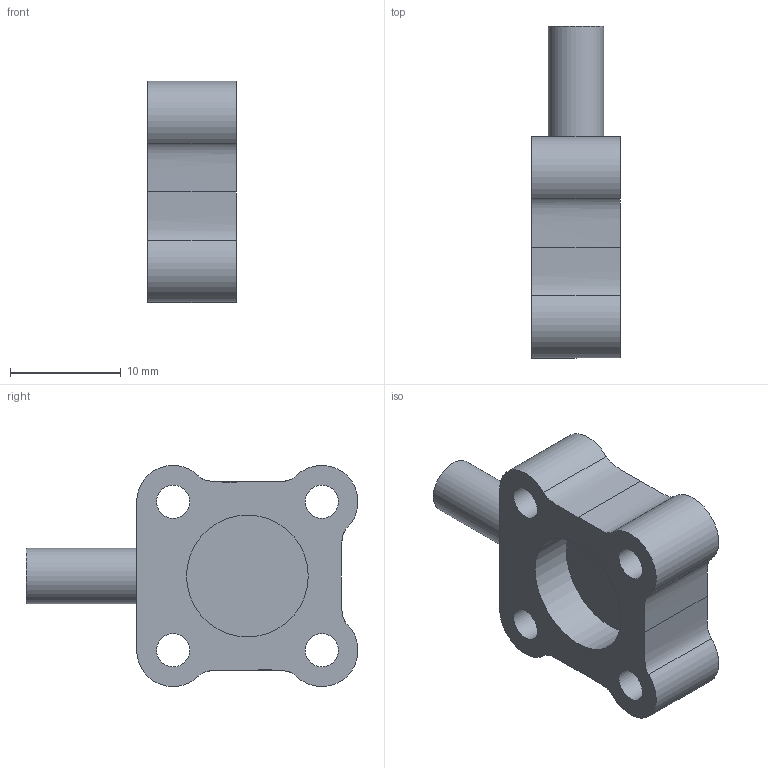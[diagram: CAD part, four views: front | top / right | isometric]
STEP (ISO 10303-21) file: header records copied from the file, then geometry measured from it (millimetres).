
FILE_DESCRIPTION(/* description */ (''),/* implementation_level */ '2;1');
FILE_NAME(/* name */ 'CounterbalanceBLDCtoCFMountingBracket_6061Aluminum.step',/* time_stamp */ '2025-07-30T06:52:44-04:00',/* author */ (''),/* organization */ (''),/* preprocessor_version */ 'ST-DEVELOPER v20.1',/* originating_system */ 'Autodesk Translation Framework v14.10.0.0',/* authorisation */ '');
FILE_SCHEMA (('AUTOMOTIVE_DESIGN { 1 0 10303 214 3 1 1 }'));
Length unit declared in the file: millimetre
Products named in the file (1): Component1(Mirror)
Bounding box: 8 x 29.99 x 19.99 mm (x, y, z)
Volume: 2377.8 mm3; surface area: 1850.7 mm2
Topology: 1 solids, 1 shells, 21 faces, 51 edges, 34 vertices
Faces by surface type: cylinder 10, bspline 6, plane 5
Full cylindrical faces by diameter (mm): 3 x4, 5 x1, 11 x1
Entity records: 843 total; most frequent: CARTESIAN_POINT 329, ORIENTED_EDGE 102, DIRECTION 91, EDGE_CURVE 51, AXIS2_PLACEMENT_3D 36, VERTEX_POINT 34, EDGE_LOOP 31, FACE_OUTER_BOUND 21
